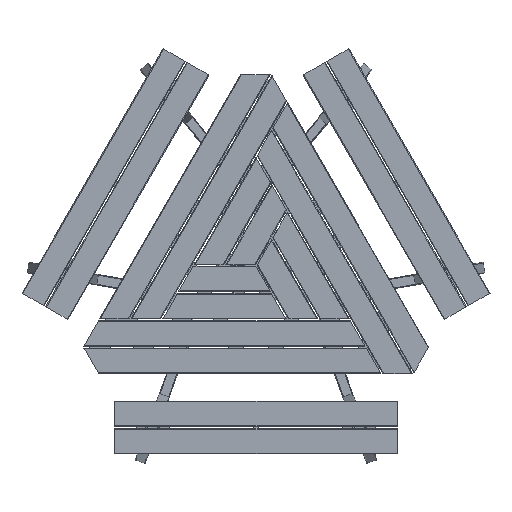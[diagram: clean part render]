
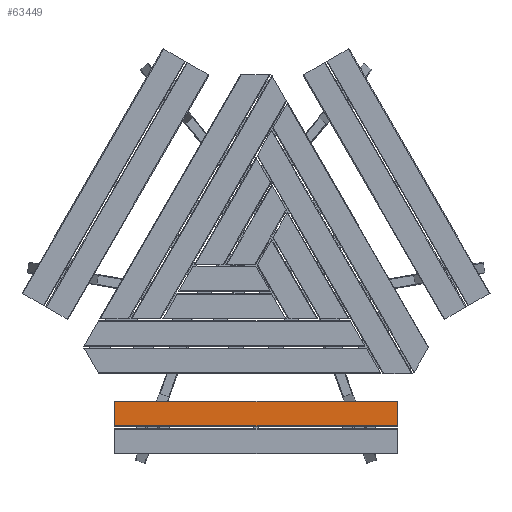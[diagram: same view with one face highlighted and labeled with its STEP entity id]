
A CAD part, top view. The second image highlights one B-rep face of the part: STEP entity #63449.
In plain terms, the highlighted face is planar.
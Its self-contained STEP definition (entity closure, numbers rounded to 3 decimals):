
#27234=VECTOR('',#44595,1.);
#27238=VECTOR('',#44605,1.);
#27240=VECTOR('',#44617,1.);
#27241=VECTOR('',#44618,1.);
#28863=LINE('',#49857,#27234);
#28867=LINE('',#49868,#27238);
#28869=LINE('',#49877,#27240);
#28870=LINE('',#49878,#27241);
#30336=PLANE('',#61393);
#31560=ORIENTED_EDGE('',*,*,#38635,.F.);
#31561=ORIENTED_EDGE('',*,*,#38646,.F.);
#31562=ORIENTED_EDGE('',*,*,#38640,.T.);
#31563=ORIENTED_EDGE('',*,*,#38647,.T.);
#36736=VERTEX_POINT('',#49854);
#36737=VERTEX_POINT('',#49856);
#36740=VERTEX_POINT('',#49866);
#36741=VERTEX_POINT('',#49867);
#38635=EDGE_CURVE('',#36736,#36737,#28863,.T.);
#38640=EDGE_CURVE('',#36740,#36741,#28867,.T.);
#38646=EDGE_CURVE('',#36740,#36736,#28869,.T.);
#38647=EDGE_CURVE('',#36741,#36737,#28870,.T.);
#41087=EDGE_LOOP('',(#31560,#31561,#31562,#31563));
#42552=FACE_BOUND('',#41087,.T.);
#44595=DIRECTION('',(0.,-137.,0.));
#44605=DIRECTION('',(0.,-137.,0.));
#44615=DIRECTION('',(0.,0.,-1.));
#44616=DIRECTION('',(0.,1.,0.));
#44617=DIRECTION('',(-1600.,0.,0.));
#44618=DIRECTION('',(-1600.,0.,0.));
#49854=CARTESIAN_POINT('',(0.,-4.,-15.));
#49856=CARTESIAN_POINT('',(0.,-141.,-15.));
#49857=CARTESIAN_POINT('',(0.,-4.,-15.));
#49866=CARTESIAN_POINT('',(1600.,-4.,-15.));
#49867=CARTESIAN_POINT('',(1600.,-141.,-15.));
#49868=CARTESIAN_POINT('',(1600.,-4.,-15.));
#49876=CARTESIAN_POINT('',(1600.,-145.,-15.));
#49877=CARTESIAN_POINT('',(1600.,-4.,-15.));
#49878=CARTESIAN_POINT('',(1600.,-141.,-15.));
#61393=AXIS2_PLACEMENT_3D('',#49876,#44615,#44616);
#63449=ADVANCED_FACE('',(#42552),#30336,.T.);
